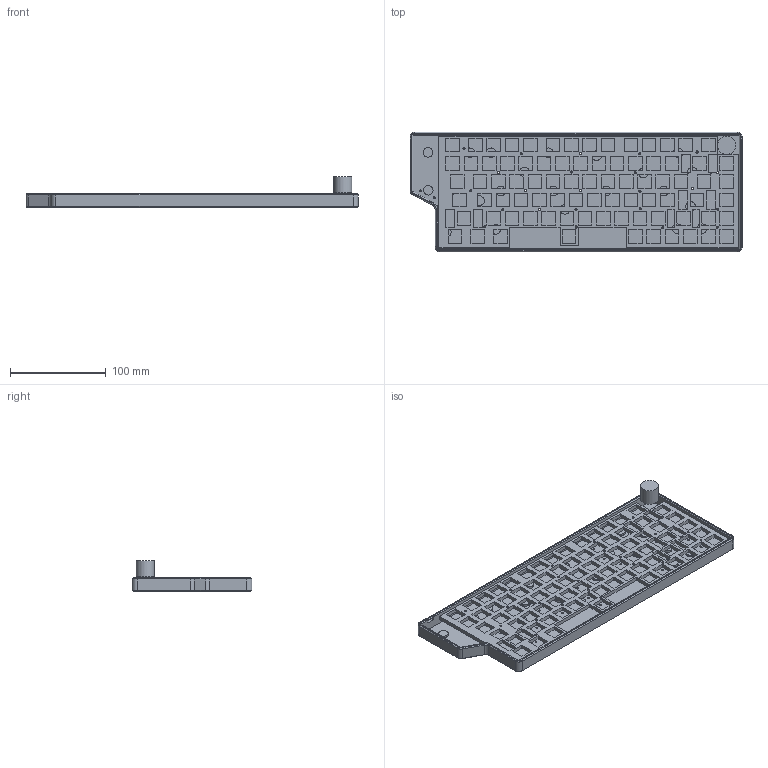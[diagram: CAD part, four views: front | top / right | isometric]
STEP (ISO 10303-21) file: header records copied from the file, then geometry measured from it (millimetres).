
FILE_DESCRIPTION(/* description */ ('KiCad electronic assembly'),/* implementation_level */ '2;1');
FILE_NAME(/* name */ 'pepuino75Case.step',/* time_stamp */ '2026-01-13T21:46:26-06:00',/* author */ (''),/* organization */ (''),/* preprocessor_version */ 'ST-DEVELOPER v20.1',/* originating_system */ 'Autodesk Translation Framework v14.21.0.0',/* authorisation */ '');
FILE_SCHEMA (('AUTOMOTIVE_DESIGN { 1 0 10303 214 3 1 1 }'));
Length unit declared in the file: millimetre
Products named in the file (1): pepuino75 1
Bounding box: 346.14 x 124.68 x 32.14 mm (x, y, z)
Volume: 147344.4 mm3; surface area: 166329.1 mm2
Topology: 3 solids, 3 shells, 554 faces, 1551 edges, 1022 vertices
Faces by surface type: plane 440, cylinder 102, cone 6, torus 6
Full cylindrical faces by diameter (mm): 1.9 x25, 2.2 x21, 10 x22, 19.05 x1
Entity records: 18225 total; most frequent: CARTESIAN_POINT 3204, ORIENTED_EDGE 3102, DIRECTION 2863, EDGE_CURVE 1551, LINE 1325, VECTOR 1325, VERTEX_POINT 1022, EDGE_LOOP 849
